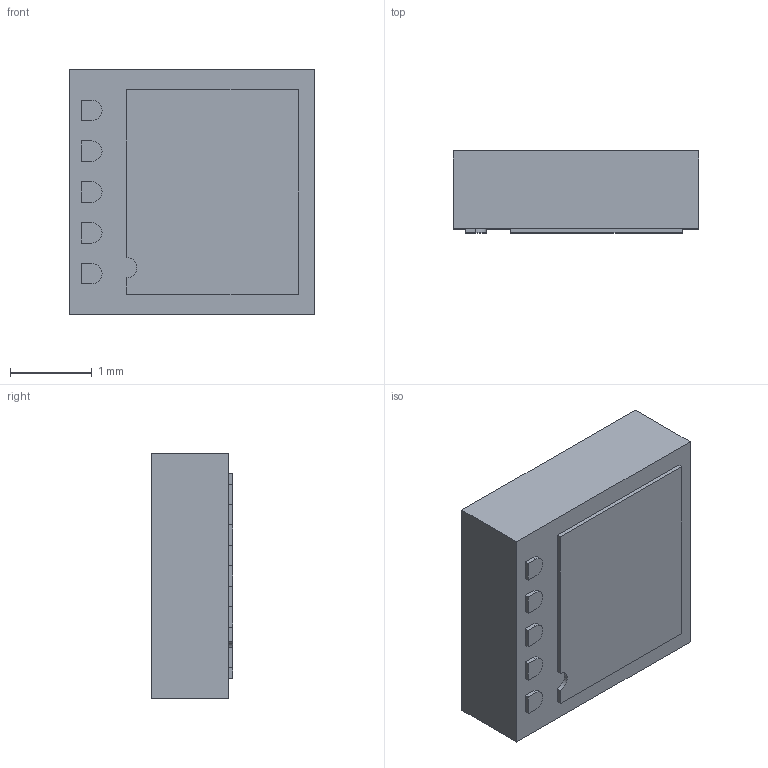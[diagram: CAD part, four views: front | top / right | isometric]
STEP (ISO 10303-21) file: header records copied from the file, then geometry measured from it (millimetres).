
FILE_DESCRIPTION (( 'STEP AP214' ), '1' );
FILE_NAME ('MLX90632SLD-BCB-000-RE.STEP', '2024-07-04T04:12:48', ( '' ), ( '' ), 'SwSTEP 2.0', 'SolidWorks 2021', '' );
FILE_SCHEMA (( 'AUTOMOTIVE_DESIGN' ));
Length unit declared in the file: millimetre
Products named in the file (1): MLX90632SLD-BCB-000-RE
Bounding box: 3 x 1 x 3 mm (x, y, z)
Volume: 8.6 mm3; surface area: 41.6 mm2
Topology: 8 solids, 8 shells, 60 faces, 126 edges, 84 vertices
Faces by surface type: plane 46, cone 8, cylinder 6
Entity records: 1695 total; most frequent: DIRECTION 276, CARTESIAN_POINT 271, ORIENTED_EDGE 252, EDGE_CURVE 126, LINE 98, VECTOR 98, AXIS2_PLACEMENT_3D 89, VERTEX_POINT 84
